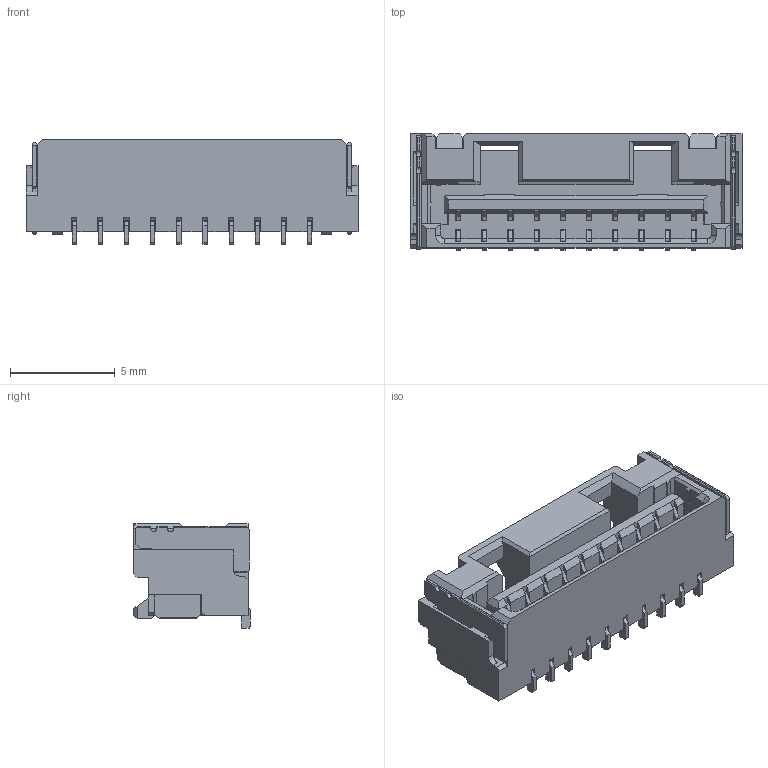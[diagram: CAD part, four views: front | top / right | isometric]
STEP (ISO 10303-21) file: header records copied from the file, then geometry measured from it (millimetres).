
FILE_DESCRIPTION((''),'2;1');
FILE_NAME('5023861070','2008-09-22T',('gga'),(''),'PRO/ENGINEER BY PARAMETRIC TECHNOLOGY CORPORATION, 2003451','PRO/ENGINEER BY PARAMETRIC TECHNOLOGY CORPORATION, 2003451','');
FILE_SCHEMA(('CONFIG_CONTROL_DESIGN'));
Length unit declared in the file: millimetre
Products named in the file (1): 5023861070
Bounding box: 15.85 x 5.55 x 5 mm (x, y, z)
Volume: 204.4 mm3; surface area: 851.8 mm2
Topology: 1 solids, 1 shells, 822 faces, 2674 edges, 1764 vertices
Faces by surface type: plane 678, cylinder 142, cone 2
Entity records: 29087 total; most frequent: ORIENTED_EDGE 5252, CARTESIAN_POINT 5237, DIRECTION 4594, EDGE_CURVE 2626, VECTOR 2384, LINE 2384, VERTEX_POINT 1716, AXIS2_PLACEMENT_3D 1105
